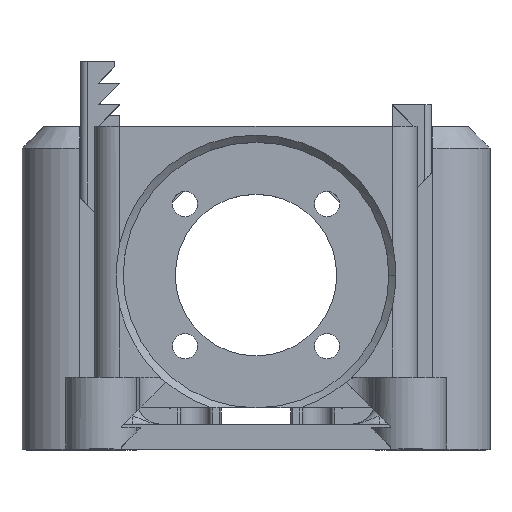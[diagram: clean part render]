
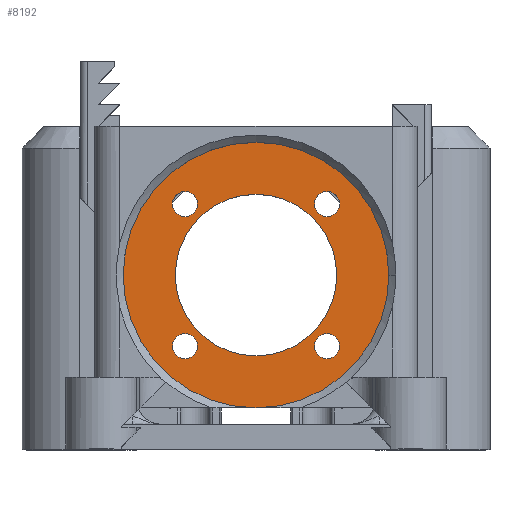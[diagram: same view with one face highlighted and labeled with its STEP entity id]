
A CAD part, top view. The second image highlights one B-rep face of the part: STEP entity #8192.
In plain terms, the highlighted planar face has unit normal (0, 0, 1).
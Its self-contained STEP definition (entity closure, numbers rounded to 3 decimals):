
#139=FACE_BOUND('',#1510,.T.);
#140=FACE_BOUND('',#1511,.T.);
#141=FACE_BOUND('',#1512,.T.);
#142=FACE_BOUND('',#1513,.T.);
#143=FACE_BOUND('',#1514,.T.);
#606=CIRCLE('',#8954,18.5);
#607=CIRCLE('',#8956,1.75);
#609=CIRCLE('',#8959,1.75);
#611=CIRCLE('',#8962,1.75);
#613=CIRCLE('',#8965,1.75);
#615=CIRCLE('',#8968,11.25);
#1056=FACE_OUTER_BOUND('',#1509,.T.);
#1509=EDGE_LOOP('',(#7363));
#1510=EDGE_LOOP('',(#7364));
#1511=EDGE_LOOP('',(#7365));
#1512=EDGE_LOOP('',(#7366));
#1513=EDGE_LOOP('',(#7367));
#1514=EDGE_LOOP('',(#7368));
#3380=VERTEX_POINT('',#12115);
#3917=VERTEX_POINT('',#14248);
#3919=VERTEX_POINT('',#14254);
#3921=VERTEX_POINT('',#14260);
#3923=VERTEX_POINT('',#14266);
#3925=VERTEX_POINT('',#14272);
#5093=EDGE_CURVE('',#3380,#3380,#606,.T.);
#5094=EDGE_CURVE('',#3917,#3917,#607,.T.);
#5097=EDGE_CURVE('',#3919,#3919,#609,.T.);
#5100=EDGE_CURVE('',#3921,#3921,#611,.T.);
#5103=EDGE_CURVE('',#3923,#3923,#613,.T.);
#5106=EDGE_CURVE('',#3925,#3925,#615,.T.);
#7363=ORIENTED_EDGE('',*,*,#5093,.F.);
#7364=ORIENTED_EDGE('',*,*,#5094,.T.);
#7365=ORIENTED_EDGE('',*,*,#5097,.T.);
#7366=ORIENTED_EDGE('',*,*,#5100,.T.);
#7367=ORIENTED_EDGE('',*,*,#5103,.T.);
#7368=ORIENTED_EDGE('',*,*,#5106,.F.);
#7777=PLANE('',#8967);
#8192=ADVANCED_FACE('',(#1056,#139,#140,#141,#142,#143),#7777,.T.);
#8954=AXIS2_PLACEMENT_3D('',#14246,#11174,#11175);
#8956=AXIS2_PLACEMENT_3D('',#14249,#11178,#11179);
#8959=AXIS2_PLACEMENT_3D('',#14255,#11185,#11186);
#8962=AXIS2_PLACEMENT_3D('',#14261,#11192,#11193);
#8965=AXIS2_PLACEMENT_3D('',#14267,#11199,#11200);
#8967=AXIS2_PLACEMENT_3D('',#14271,#11204,#11205);
#8968=AXIS2_PLACEMENT_3D('',#14273,#11206,#11207);
#11174=DIRECTION('center_axis',(0.,0.,-1.));
#11175=DIRECTION('ref_axis',(-1.,0.,0.));
#11178=DIRECTION('center_axis',(0.,0.,-1.));
#11179=DIRECTION('ref_axis',(-1.,0.,0.));
#11185=DIRECTION('center_axis',(0.,0.,-1.));
#11186=DIRECTION('ref_axis',(-1.,0.,0.));
#11192=DIRECTION('center_axis',(0.,0.,-1.));
#11193=DIRECTION('ref_axis',(-1.,0.,0.));
#11199=DIRECTION('center_axis',(0.,0.,-1.));
#11200=DIRECTION('ref_axis',(-1.,0.,0.));
#11204=DIRECTION('center_axis',(0.,0.,1.));
#11205=DIRECTION('ref_axis',(-1.,0.,0.));
#11206=DIRECTION('center_axis',(0.,0.,1.));
#11207=DIRECTION('ref_axis',(-1.,0.,0.));
#12115=CARTESIAN_POINT('',(0.,5.75,32.399));
#14246=CARTESIAN_POINT('Origin',(0.,24.25,32.399));
#14248=CARTESIAN_POINT('',(-8.15,34.15,32.399));
#14249=CARTESIAN_POINT('Origin',(-9.9,34.15,32.399));
#14254=CARTESIAN_POINT('',(-8.15,14.35,32.399));
#14255=CARTESIAN_POINT('Origin',(-9.9,14.35,32.399));
#14260=CARTESIAN_POINT('',(11.65,34.15,32.399));
#14261=CARTESIAN_POINT('Origin',(9.9,34.15,32.399));
#14266=CARTESIAN_POINT('',(11.65,14.35,32.399));
#14267=CARTESIAN_POINT('Origin',(9.9,14.35,32.399));
#14271=CARTESIAN_POINT('Origin',(0.,24.25,32.399));
#14272=CARTESIAN_POINT('',(11.25,24.25,32.399));
#14273=CARTESIAN_POINT('Origin',(0.,24.25,32.399));
